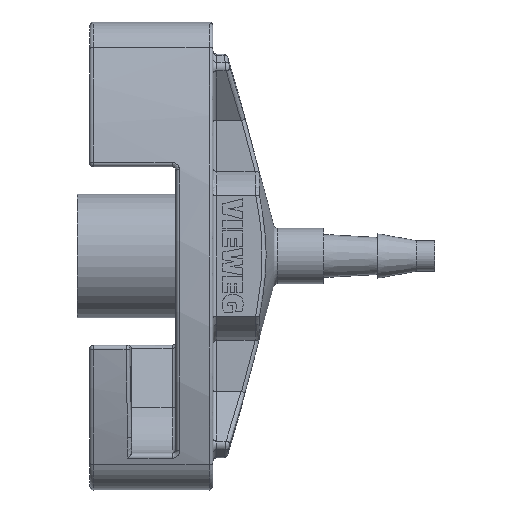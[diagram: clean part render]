
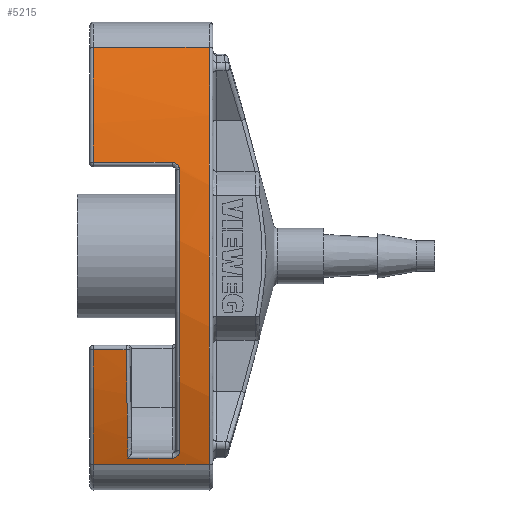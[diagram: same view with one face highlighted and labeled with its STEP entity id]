
A CAD part, front view. The second image highlights one B-rep face of the part: STEP entity #5215.
In plain terms, the highlighted cylindrical face has radius 50 mm (diameter 100 mm), a partial arc.
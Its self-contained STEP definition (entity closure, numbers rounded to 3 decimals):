
#101=ELLIPSE('',#5562,50.189,50.);
#115=CYLINDRICAL_SURFACE('',#5557,50.);
#187=CIRCLE('',#5558,50.);
#188=CIRCLE('',#5559,50.);
#189=CIRCLE('',#5560,50.);
#190=CIRCLE('',#5561,50.);
#191=CIRCLE('',#5563,50.);
#504=LINE('',#8016,#982);
#505=LINE('',#8021,#983);
#506=LINE('',#8025,#984);
#507=LINE('',#8039,#985);
#508=LINE('',#8045,#986);
#982=VECTOR('',#6187,1000.);
#983=VECTOR('',#6190,1000.);
#984=VECTOR('',#6193,1000.);
#985=VECTOR('',#6196,1000.);
#986=VECTOR('',#6201,1000.);
#1499=ORIENTED_EDGE('',*,*,#3095,.T.);
#1500=ORIENTED_EDGE('',*,*,#3096,.T.);
#1501=ORIENTED_EDGE('',*,*,#3097,.T.);
#1502=ORIENTED_EDGE('',*,*,#3098,.T.);
#1503=ORIENTED_EDGE('',*,*,#3099,.T.);
#1504=ORIENTED_EDGE('',*,*,#3100,.F.);
#1505=ORIENTED_EDGE('',*,*,#3101,.T.);
#1506=ORIENTED_EDGE('',*,*,#3102,.F.);
#1507=ORIENTED_EDGE('',*,*,#3103,.T.);
#1508=ORIENTED_EDGE('',*,*,#3104,.T.);
#1509=ORIENTED_EDGE('',*,*,#3105,.T.);
#1510=ORIENTED_EDGE('',*,*,#3106,.T.);
#1511=ORIENTED_EDGE('',*,*,#3107,.T.);
#3095=EDGE_CURVE('',#3893,#3894,#504,.T.);
#3096=EDGE_CURVE('',#3894,#3895,#187,.T.);
#3097=EDGE_CURVE('',#3895,#3896,#505,.F.);
#3098=EDGE_CURVE('',#3896,#3897,#188,.T.);
#3099=EDGE_CURVE('',#3897,#3898,#506,.T.);
#3100=EDGE_CURVE('',#3899,#3898,#4268,.T.);
#3101=EDGE_CURVE('',#3899,#3900,#189,.T.);
#3102=EDGE_CURVE('',#3901,#3900,#4269,.T.);
#3103=EDGE_CURVE('',#3901,#3902,#507,.F.);
#3104=EDGE_CURVE('',#3902,#3903,#190,.F.);
#3105=EDGE_CURVE('',#3903,#3904,#101,.F.);
#3106=EDGE_CURVE('',#3904,#3905,#508,.F.);
#3107=EDGE_CURVE('',#3905,#3893,#191,.T.);
#3893=VERTEX_POINT('',#8017);
#3894=VERTEX_POINT('',#8018);
#3895=VERTEX_POINT('',#8020);
#3896=VERTEX_POINT('',#8022);
#3897=VERTEX_POINT('',#8024);
#3898=VERTEX_POINT('',#8026);
#3899=VERTEX_POINT('',#8031);
#3900=VERTEX_POINT('',#8033);
#3901=VERTEX_POINT('',#8038);
#3902=VERTEX_POINT('',#8040);
#3903=VERTEX_POINT('',#8042);
#3904=VERTEX_POINT('',#8044);
#3905=VERTEX_POINT('',#8046);
#4268=B_SPLINE_CURVE_WITH_KNOTS('',3,(#8027,#8028,#8029,#8030),
 .UNSPECIFIED.,.F.,.F.,(4,4),(0.,0.001),.UNSPECIFIED.);
#4269=B_SPLINE_CURVE_WITH_KNOTS('',3,(#8034,#8035,#8036,#8037),
 .UNSPECIFIED.,.F.,.F.,(4,4),(0.,0.001),.UNSPECIFIED.);
#4360=EDGE_LOOP('',(#1499,#1500,#1501,#1502,#1503,#1504,#1505,#1506,#1507,
#1508,#1509,#1510,#1511));
#4712=FACE_BOUND('',#4360,.T.);
#5215=ADVANCED_FACE('',(#4712),#115,.T.);
#5557=AXIS2_PLACEMENT_3D('',#8015,#6185,#6186);
#5558=AXIS2_PLACEMENT_3D('',#8019,#6188,#6189);
#5559=AXIS2_PLACEMENT_3D('',#8023,#6191,#6192);
#5560=AXIS2_PLACEMENT_3D('',#8032,#6194,#6195);
#5561=AXIS2_PLACEMENT_3D('',#8041,#6197,#6198);
#5562=AXIS2_PLACEMENT_3D('',#8043,#6199,#6200);
#5563=AXIS2_PLACEMENT_3D('',#8047,#6202,#6203);
#6185=DIRECTION('',(1.,0.,0.));
#6186=DIRECTION('',(0.,0.,-1.));
#6187=DIRECTION('',(1.,0.,0.));
#6188=DIRECTION('',(-1.,0.,0.));
#6189=DIRECTION('',(0.,-1.,0.));
#6190=DIRECTION('',(1.,0.,0.));
#6191=DIRECTION('',(1.,0.,0.));
#6192=DIRECTION('',(0.,0.,-1.));
#6193=DIRECTION('',(1.,0.,0.));
#6194=DIRECTION('',(1.,0.,0.));
#6195=DIRECTION('',(0.,1.,0.));
#6196=DIRECTION('',(1.,0.,0.));
#6197=DIRECTION('',(1.,0.,0.));
#6198=DIRECTION('',(0.,1.,0.));
#6199=DIRECTION('',(0.996,-0.087,0.));
#6200=DIRECTION('',(0.087,0.996,0.));
#6201=DIRECTION('',(1.,0.,0.));
#6202=DIRECTION('',(1.,0.,0.));
#6203=DIRECTION('',(0.,0.,-1.));
#8015=CARTESIAN_POINT('',(-193.43,42.5,0.));
#8016=CARTESIAN_POINT('',(-193.43,-4.549,-16.922));
#8017=CARTESIAN_POINT('',(-9.7,-4.549,-16.922));
#8018=CARTESIAN_POINT('',(-0.3,-4.549,-16.922));
#8019=CARTESIAN_POINT('',(-0.3,42.5,0.));
#8020=CARTESIAN_POINT('',(-0.3,-4.549,16.922));
#8021=CARTESIAN_POINT('',(-193.43,-4.549,16.922));
#8022=CARTESIAN_POINT('',(-9.7,-4.549,16.922));
#8023=CARTESIAN_POINT('',(-9.7,42.5,0.));
#8024=CARTESIAN_POINT('',(-9.7,-6.92,7.596));
#8025=CARTESIAN_POINT('',(-193.43,-6.92,7.596));
#8026=CARTESIAN_POINT('',(-3.3,-6.92,7.596));
#8027=CARTESIAN_POINT('',(-2.7,-7.009,6.992));
#8028=CARTESIAN_POINT('',(-2.7,-6.964,7.308));
#8029=CARTESIAN_POINT('',(-2.98,-6.92,7.596));
#8030=CARTESIAN_POINT('',(-3.3,-6.92,7.596));
#8031=CARTESIAN_POINT('',(-2.7,-7.009,6.992));
#8032=CARTESIAN_POINT('',(-2.7,42.5,0.));
#8033=CARTESIAN_POINT('',(-2.7,-4.94,-15.795));
#8034=CARTESIAN_POINT('',(-3.3,-4.734,-16.398));
#8035=CARTESIAN_POINT('',(-2.973,-4.734,-16.398));
#8036=CARTESIAN_POINT('',(-2.7,-4.836,-16.105));
#8037=CARTESIAN_POINT('',(-2.7,-4.94,-15.795));
#8038=CARTESIAN_POINT('',(-3.3,-4.734,-16.398));
#8039=CARTESIAN_POINT('',(-193.43,-4.734,-16.398));
#8040=CARTESIAN_POINT('',(-6.9,-4.734,-16.398));
#8041=CARTESIAN_POINT('',(-6.9,42.5,0.));
#8042=CARTESIAN_POINT('',(-6.9,-5.274,-14.754));
#8043=CARTESIAN_POINT('',(-2.745,42.5,0.));
#8044=CARTESIAN_POINT('',(-7.043,-6.92,-7.596));
#8045=CARTESIAN_POINT('',(-193.43,-6.92,-7.596));
#8046=CARTESIAN_POINT('',(-9.7,-6.92,-7.596));
#8047=CARTESIAN_POINT('',(-9.7,42.5,0.));
